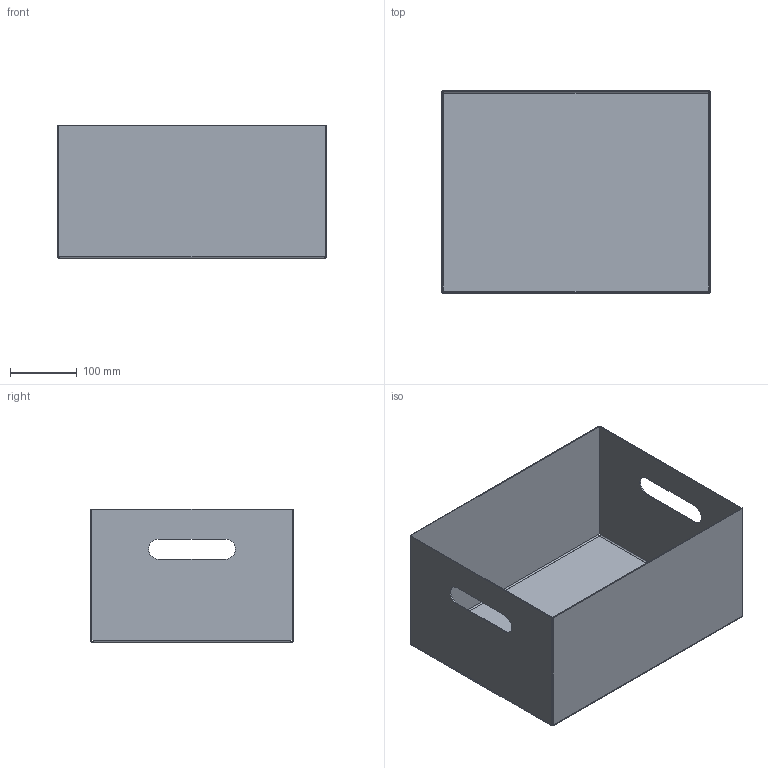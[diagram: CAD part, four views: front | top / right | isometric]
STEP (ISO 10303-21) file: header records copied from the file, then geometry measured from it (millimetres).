
FILE_DESCRIPTION(/* description */ ('STEP AP214'),/* implementation_level */ '2;1');
FILE_NAME(/* name */ '68cd251f9e9e0c64d7f740bf',/* time_stamp */ '2025-09-19T09:40:48Z',/* author */ (''),/* organization */ (''),/* preprocessor_version */ 'ST-DEVELOPER v20',/* originating_system */ 'ONSHAPE BY PTC INC, 1.203',/* authorisation */ ' ');
FILE_SCHEMA (('AUTOMOTIVE_DESIGN {1 0 10303 214 3 1 1}'));
Length unit declared in the file: metre
Products named in the file (1): Part 1
Bounding box: 403 x 303 x 200 mm (x, y, z)
Volume: 585849.5 mm3; surface area: 786544.4 mm2
Topology: 1 solids, 1 shells, 54 faces, 124 edges, 72 vertices
Faces by surface type: plane 42, cylinder 12
Entity records: 1514 total; most frequent: DIRECTION 258, CARTESIAN_POINT 251, ORIENTED_EDGE 248, EDGE_CURVE 124, LINE 100, VECTOR 100, AXIS2_PLACEMENT_3D 79, VERTEX_POINT 72
